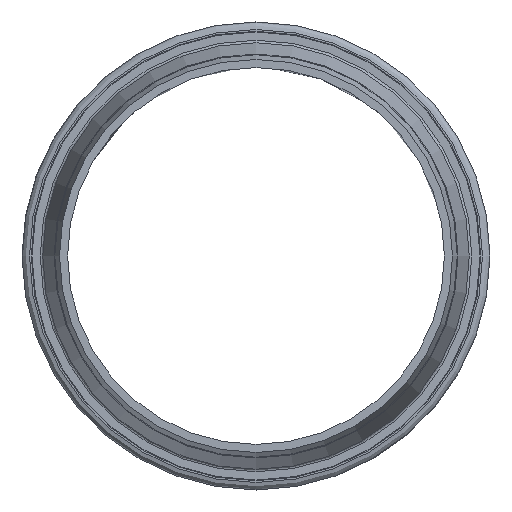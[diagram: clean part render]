
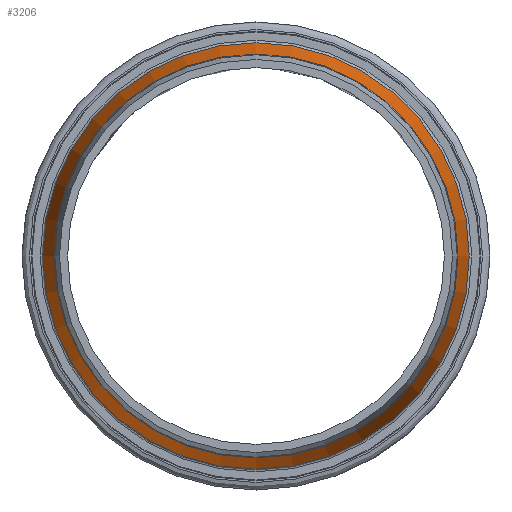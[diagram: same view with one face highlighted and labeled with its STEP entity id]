
A CAD part, front view. The second image highlights one B-rep face of the part: STEP entity #3206.
In plain terms, the highlighted conical face has half-angle 15 degrees and reference radius 82.4 mm.
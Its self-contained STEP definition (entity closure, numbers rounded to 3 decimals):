
#203=CIRCLE('',#3348,80.);
#204=CIRCLE('',#3350,84.8);
#273=CONICAL_SURFACE('',#3349,82.4,0.262);
#362=FACE_OUTER_BOUND('',#559,.T.);
#559=EDGE_LOOP('',(#2707,#2708,#2709,#2710));
#762=LINE('',#10181,#859);
#859=VECTOR('',#3710,82.4);
#1516=VERTEX_POINT('',#10175);
#1517=VERTEX_POINT('',#10179);
#1974=EDGE_CURVE('',#1516,#1516,#203,.T.);
#1976=EDGE_CURVE('',#1517,#1517,#204,.T.);
#1977=EDGE_CURVE('',#1517,#1516,#762,.T.);
#2707=ORIENTED_EDGE('',*,*,#1976,.F.);
#2708=ORIENTED_EDGE('',*,*,#1977,.T.);
#2709=ORIENTED_EDGE('',*,*,#1974,.T.);
#2710=ORIENTED_EDGE('',*,*,#1977,.F.);
#3206=ADVANCED_FACE('',(#362),#273,.T.);
#3348=AXIS2_PLACEMENT_3D('',#10176,#3703,#3704);
#3349=AXIS2_PLACEMENT_3D('',#10178,#3706,#3707);
#3350=AXIS2_PLACEMENT_3D('',#10180,#3708,#3709);
#3703=DIRECTION('center_axis',(0.,1.,0.));
#3704=DIRECTION('ref_axis',(1.,0.,0.));
#3706=DIRECTION('center_axis',(0.,1.,0.));
#3707=DIRECTION('ref_axis',(-1.,0.,0.));
#3708=DIRECTION('center_axis',(0.,1.,0.));
#3709=DIRECTION('ref_axis',(1.,0.,0.));
#3710=DIRECTION('',(-0.259,-0.966,0.));
#10175=CARTESIAN_POINT('',(80.,-20.052,0.));
#10176=CARTESIAN_POINT('Origin',(0.,-20.052,
0.));
#10178=CARTESIAN_POINT('Origin',(0.,-11.095,
0.));
#10179=CARTESIAN_POINT('',(84.8,-2.138,0.));
#10180=CARTESIAN_POINT('Origin',(0.,-2.138,0.));
#10181=CARTESIAN_POINT('',(82.4,-11.095,0.));
